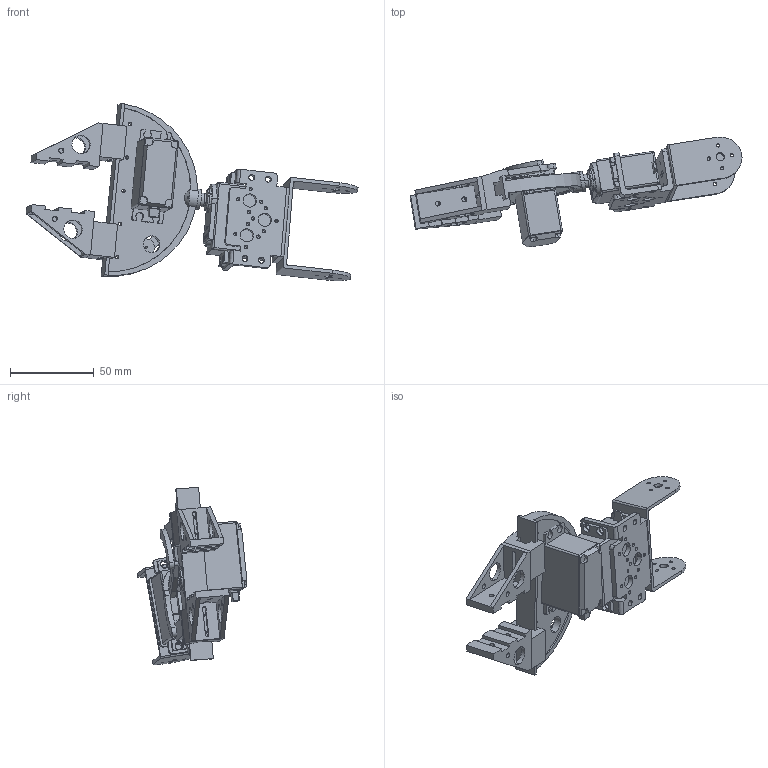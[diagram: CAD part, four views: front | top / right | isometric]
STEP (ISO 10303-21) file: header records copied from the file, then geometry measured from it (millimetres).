
FILE_DESCRIPTION (( 'STEP AP214' ), '1' );
FILE_NAME ('Wrist.STEP', '2018-05-09T10:11:18', ( '' ), ( '' ), 'SwSTEP 2.0', 'SolidWorks 2016', '' );
FILE_SCHEMA (( 'AUTOMOTIVE_DESIGN' ));
Length unit declared in the file: millimetre
Products named in the file (13): Servo MG966R; clamp_1; gripper; holder; Part4; Estrella_Predeterminado; Cuerpo_Predeterminado; Part2; Part1; Part3 (2); Wrist; Clamp1_servo; clamp_2
Assembly tree (15 placements, depth 3):
  Wrist
    gripper
      Part3 (2)  x2
      Part1
      Part2  x2
      Cuerpo_Predeterminado
      Estrella_Predeterminado
      Part4  x2
      holder
    Clamp1_servo
      clamp_1
      Servo MG966R
      clamp_2
Bounding box: 197.96 x 65.58 x 105.75 mm (x, y, z)
Volume: 118037.5 mm3; surface area: 57553.4 mm2
Topology: 14 solids, 14 shells, 714 faces, 1915 edges, 1249 vertices
Faces by surface type: plane 333, cylinder 321, bspline 41, cone 11, sphere 8
Entity records: 24389 total; most frequent: CARTESIAN_POINT 6489, ORIENTED_EDGE 3374, DIRECTION 3371, EDGE_CURVE 1687, AXIS2_PLACEMENT_3D 1183, VERTEX_POINT 1101, VECTOR 1005, LINE 1005
